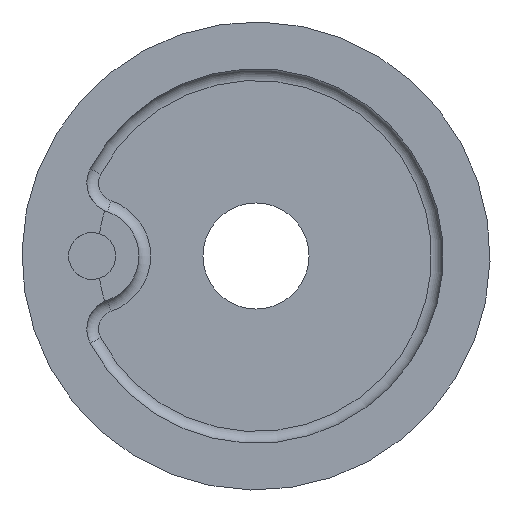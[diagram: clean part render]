
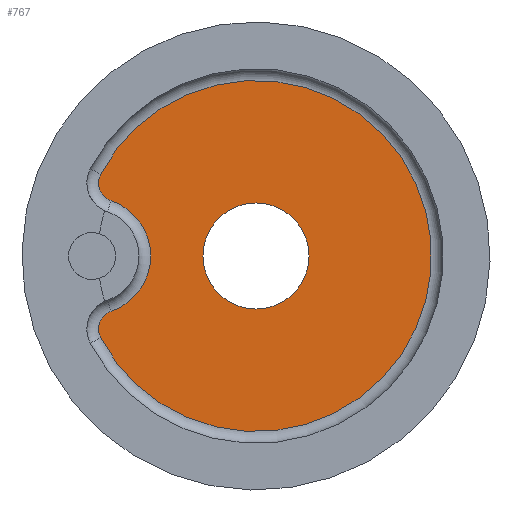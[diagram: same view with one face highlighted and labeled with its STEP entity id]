
A CAD part, front view. The second image highlights one B-rep face of the part: STEP entity #767.
In plain terms, the highlighted planar face has unit normal (0, -1, 0).
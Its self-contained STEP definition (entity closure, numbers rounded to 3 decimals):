
#505=CARTESIAN_POINT('Axis2P3D Location',(0.,10.16,0.)) ;
#562=CARTESIAN_POINT('Vertex',(-15.718,10.16,-6.006)) ;
#565=CARTESIAN_POINT('Axis2P3D Location',(-17.78,10.16,0.)) ;
#569=CARTESIAN_POINT('Vertex',(-11.43,10.16,0.)) ;
#572=CARTESIAN_POINT('Axis2P3D Location',(-17.78,10.16,0.)) ;
#576=CARTESIAN_POINT('Vertex',(-15.718,10.16,6.006)) ;
#627=CARTESIAN_POINT('Vertex',(-16.857,10.16,-8.875)) ;
#630=CARTESIAN_POINT('Axis2P3D Location',(-15.059,10.16,-7.928)) ;
#692=CARTESIAN_POINT('Vertex',(-16.857,10.16,8.875)) ;
#695=CARTESIAN_POINT('Axis2P3D Location',(0.,10.16,0.)) ;
#730=CARTESIAN_POINT('Axis2P3D Location',(-15.059,10.16,7.928)) ;
#749=CARTESIAN_POINT('Axis2P3D Location',(0.,10.16,0.)) ;
#753=CARTESIAN_POINT('Vertex',(5.755,10.16,0.)) ;
#755=CARTESIAN_POINT('Vertex',(-5.755,10.16,0.)) ;
#758=CARTESIAN_POINT('Axis2P3D Location',(0.,10.16,0.)) ;
#506=DIRECTION('Axis2P3D Direction',(0.,-1.,0.)) ;
#507=DIRECTION('Axis2P3D XDirection',(1.,0.,0.)) ;
#566=DIRECTION('Axis2P3D Direction',(0.,-1.,0.)) ;
#573=DIRECTION('Axis2P3D Direction',(0.,-1.,0.)) ;
#631=DIRECTION('Axis2P3D Direction',(0.,-1.,0.)) ;
#696=DIRECTION('Axis2P3D Direction',(-0.,-1.,0.)) ;
#731=DIRECTION('Axis2P3D Direction',(0.,-1.,0.)) ;
#750=DIRECTION('Axis2P3D Direction',(0.,-1.,0.)) ;
#759=DIRECTION('Axis2P3D Direction',(0.,-1.,0.)) ;
#508=AXIS2_PLACEMENT_3D('Plane Axis2P3D',#505,#506,#507) ;
#567=AXIS2_PLACEMENT_3D('Circle Axis2P3D',#565,#566,$) ;
#574=AXIS2_PLACEMENT_3D('Circle Axis2P3D',#572,#573,$) ;
#632=AXIS2_PLACEMENT_3D('Circle Axis2P3D',#630,#631,$) ;
#697=AXIS2_PLACEMENT_3D('Circle Axis2P3D',#695,#696,$) ;
#732=AXIS2_PLACEMENT_3D('Circle Axis2P3D',#730,#731,$) ;
#751=AXIS2_PLACEMENT_3D('Circle Axis2P3D',#749,#750,$) ;
#760=AXIS2_PLACEMENT_3D('Circle Axis2P3D',#758,#759,$) ;
#568=CIRCLE('generated circle',#567,6.35) ;
#575=CIRCLE('generated circle',#574,6.35) ;
#633=CIRCLE('generated circle',#632,2.032) ;
#698=CIRCLE('generated circle',#697,19.05) ;
#733=CIRCLE('generated circle',#732,2.032) ;
#752=CIRCLE('generated circle',#751,5.755) ;
#761=CIRCLE('generated circle',#760,5.755) ;
#509=PLANE('',#508) ;
#766=FACE_BOUND('',#763,.T.) ;
#571=EDGE_CURVE('',#570,#563,#568,.F.) ;
#578=EDGE_CURVE('',#577,#570,#575,.F.) ;
#634=EDGE_CURVE('',#563,#628,#633,.T.) ;
#699=EDGE_CURVE('',#628,#693,#698,.T.) ;
#734=EDGE_CURVE('',#693,#577,#733,.T.) ;
#757=EDGE_CURVE('',#754,#756,#752,.T.) ;
#762=EDGE_CURVE('',#756,#754,#761,.T.) ;
#743=ORIENTED_EDGE('',*,*,#699,.T.) ;
#744=ORIENTED_EDGE('',*,*,#734,.T.) ;
#745=ORIENTED_EDGE('',*,*,#578,.T.) ;
#746=ORIENTED_EDGE('',*,*,#571,.T.) ;
#747=ORIENTED_EDGE('',*,*,#634,.T.) ;
#764=ORIENTED_EDGE('',*,*,#757,.F.) ;
#765=ORIENTED_EDGE('',*,*,#762,.F.) ;
#742=EDGE_LOOP('',(#743,#744,#745,#746,#747)) ;
#763=EDGE_LOOP('',(#764,#765)) ;
#563=VERTEX_POINT('',#562) ;
#570=VERTEX_POINT('',#569) ;
#577=VERTEX_POINT('',#576) ;
#628=VERTEX_POINT('',#627) ;
#693=VERTEX_POINT('',#692) ;
#754=VERTEX_POINT('',#753) ;
#756=VERTEX_POINT('',#755) ;
#767=ADVANCED_FACE('PartBody',(#748,#766),#509,.T.) ;
#748=FACE_OUTER_BOUND('',#742,.T.) ;
